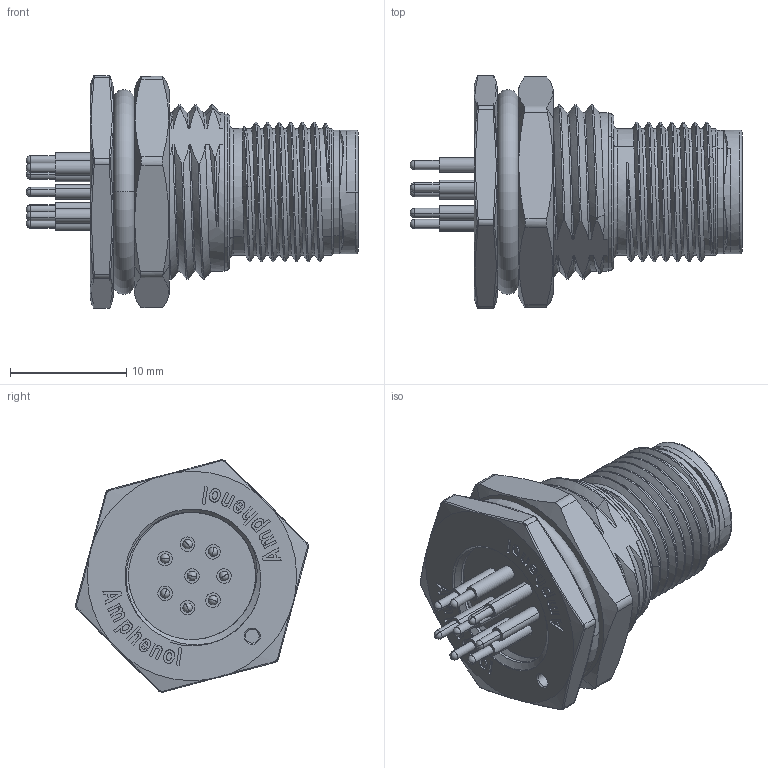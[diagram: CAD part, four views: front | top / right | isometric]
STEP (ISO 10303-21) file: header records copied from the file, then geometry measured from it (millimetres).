
FILE_DESCRIPTION((''),'2;1');
FILE_NAME('M12A-08PMMP-SF8001','2017-03-24T',('LT0905'),(''),'PRO/ENGINEER BY PARAMETRIC TECHNOLOGY CORPORATION, 2013050','PRO/ENGINEER BY PARAMETRIC TECHNOLOGY CORPORATION, 2013050','');
FILE_SCHEMA(('CONFIG_CONTROL_DESIGN'));
Length unit declared in the file: millimetre
Products named in the file (1): M12A-08PMMP-SF8001
Bounding box: 28.5 x 19.98 x 19.94 mm (x, y, z)
Volume: 126.3 mm3; surface area: 3366.3 mm2
Topology: 1 solids, 2 shells, 636 faces, 1640 edges, 1017 vertices
Faces by surface type: cylinder 170, plane 167, bspline 94, extrusion 84, cone 73, sphere 32, torus 16
Entity records: 38604 total; most frequent: CARTESIAN_POINT 18556, ORIENTED_EDGE 3208, DIRECTION 2407, PRESENTATION_STYLE_ASSIGNMENT 1741, EDGE_CURVE 1608, STYLED_ITEM 1605, CURVE_STYLE 1600, VERTEX_POINT 1017
